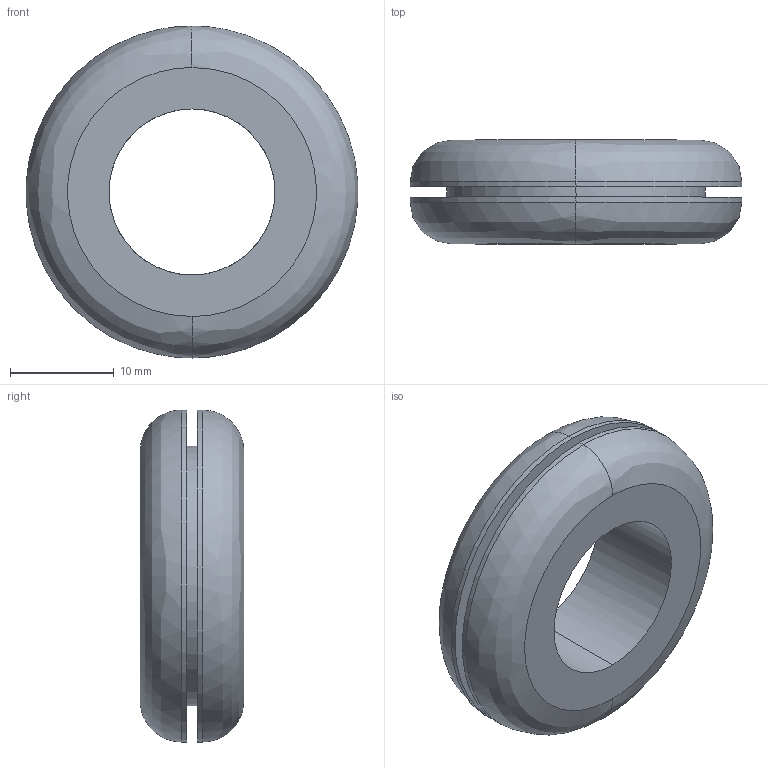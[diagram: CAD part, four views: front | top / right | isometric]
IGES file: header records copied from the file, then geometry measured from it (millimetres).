
Start section: ------------------------------------------------------------------------
Global section: file name: PC50.12492.TM_B_16_1_CRUL_22065.igs; native system: spGate; preprocessor: ver15.6.1; author: Unknown; organization: Unknown; date: 191219.122522; units: millimetre
Bounding box: 31.94 x 10 x 32 mm (x, y, z)
Volume: 5074 mm3; surface area: 2962 mm2
Topology: 1 solids, 1 shells, 16 faces, 32 edges, 20 vertices
Faces by surface type: bspline 16
